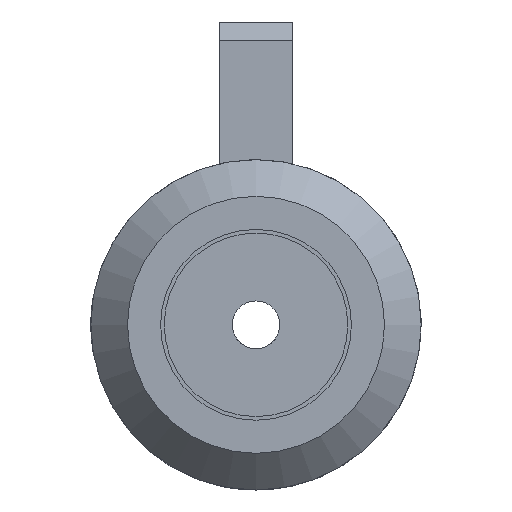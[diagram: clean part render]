
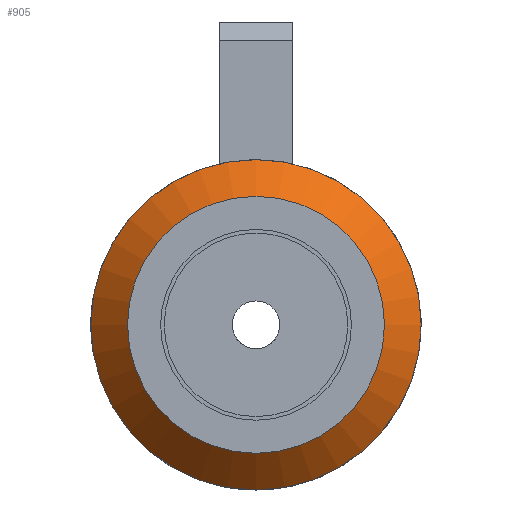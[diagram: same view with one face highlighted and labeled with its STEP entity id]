
A CAD part, front view. The second image highlights one B-rep face of the part: STEP entity #905.
In plain terms, the highlighted conical face has half-angle 45 degrees and reference radius 4 mm.
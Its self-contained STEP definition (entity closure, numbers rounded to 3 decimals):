
#32=CONICAL_SURFACE('',#964,4.,0.785);
#42=LINE('',#1347,#116);
#116=VECTOR('',#1081,4.);
#225=FACE_OUTER_BOUND('',#277,.T.);
#277=EDGE_LOOP('',(#617,#618,#619,#620));
#336=CIRCLE('',#965,4.5);
#337=CIRCLE('',#966,3.5);
#379=VERTEX_POINT('',#1344);
#380=VERTEX_POINT('',#1346);
#473=EDGE_CURVE('',#379,#379,#336,.T.);
#474=EDGE_CURVE('',#379,#380,#42,.T.);
#475=EDGE_CURVE('',#380,#380,#337,.T.);
#617=ORIENTED_EDGE('',*,*,#473,.T.);
#618=ORIENTED_EDGE('',*,*,#474,.T.);
#619=ORIENTED_EDGE('',*,*,#475,.F.);
#620=ORIENTED_EDGE('',*,*,#474,.F.);
#905=ADVANCED_FACE('',(#225),#32,.T.);
#964=AXIS2_PLACEMENT_3D('',#1343,#1077,#1078);
#965=AXIS2_PLACEMENT_3D('',#1345,#1079,#1080);
#966=AXIS2_PLACEMENT_3D('',#1348,#1082,#1083);
#1077=DIRECTION('center_axis',(0.,1.,0.));
#1078=DIRECTION('ref_axis',(1.,0.,0.));
#1079=DIRECTION('center_axis',(0.,-1.,0.));
#1080=DIRECTION('ref_axis',(1.,0.,0.));
#1081=DIRECTION('',(0.707,-0.707,0.));
#1082=DIRECTION('center_axis',(0.,-1.,0.));
#1083=DIRECTION('ref_axis',(1.,0.,0.));
#1343=CARTESIAN_POINT('Origin',(0.,-16.86,10.5));
#1344=CARTESIAN_POINT('',(-4.5,-16.36,10.5));
#1345=CARTESIAN_POINT('Origin',(0.,-16.36,10.5));
#1346=CARTESIAN_POINT('',(-3.5,-17.36,10.5));
#1347=CARTESIAN_POINT('',(-4.,-16.86,10.5));
#1348=CARTESIAN_POINT('Origin',(0.,-17.36,10.5));
